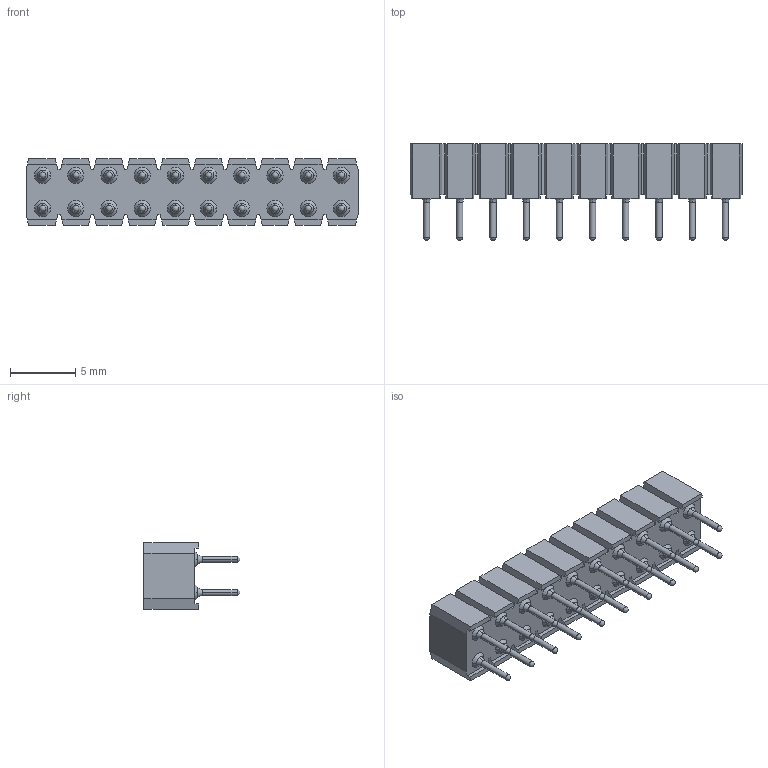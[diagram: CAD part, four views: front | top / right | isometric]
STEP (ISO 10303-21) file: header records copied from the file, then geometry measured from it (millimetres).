
FILE_DESCRIPTION(('STEP AP214'),'1');
FILE_NAME(' ',' ',('TraceParts'),('TraceParts S.A.'),'XStep 1.0',' ',' ');
FILE_SCHEMA(('automotive_design'));
Length unit declared in the file: millimetre
Products named in the file (1): 1
Bounding box: 25.4 x 7.37 x 5.08 mm (x, y, z)
Volume: 441.6 mm3; surface area: 1055.4 mm2
Topology: 1 solids, 1 shells, 822 faces, 1960 edges, 1140 vertices
Faces by surface type: cone 400, cylinder 200, plane 162, torus 40, sphere 20
Entity records: 44796 total; most frequent: DIRECTION 4446, CARTESIAN_POINT 3843, STYLED_ITEM 3842, PRESENTATION_STYLE_ASSIGNMENT 3842, COLOUR_RGB 3842, ORIENTED_EDGE 3760, EDGE_CURVE 1880, CURVE_STYLE 1880
